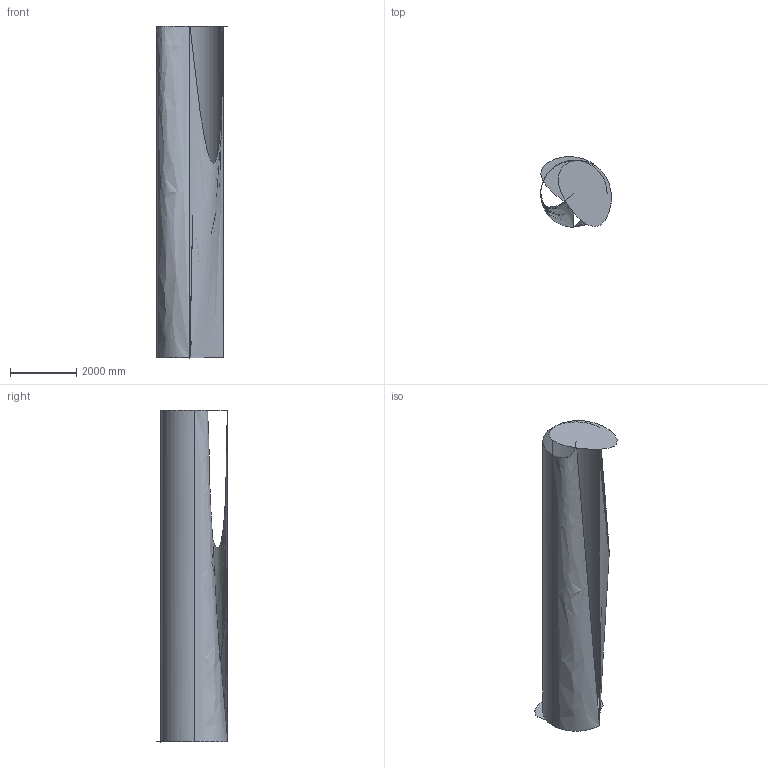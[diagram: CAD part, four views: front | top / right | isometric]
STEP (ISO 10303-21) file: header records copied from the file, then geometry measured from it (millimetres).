
FILE_DESCRIPTION(('Open CASCADE Model'),'2;1');
FILE_NAME('Open CASCADE Shape Model','2016-11-24T19:51:34',('Author'),( 'Open CASCADE'),'Open CASCADE STEP processor 6.7','Open CASCADE 6.7' ,'Unknown');
FILE_SCHEMA(('AUTOMOTIVE_DESIGN_CC2 { 1 2 10303 214 -1 1 5 4 }'));
Length unit declared in the file: millimetre
Products named in the file (7): Open CASCADE STEP translator 6.7 1; Open CASCADE STEP translator 6.7 1.1; Open CASCADE STEP translator 6.7 1.2; Open CASCADE STEP translator 6.7 1.3; Open CASCADE STEP translator 6.7 1.4; Open CASCADE STEP translator 6.7 1.5; Open CASCADE STEP translator 6.7 1.6
Assembly tree (6 placements, depth 2):
  Open CASCADE STEP translator 6.7 1
    Open CASCADE STEP translator 6.7 1.1
    Open CASCADE STEP translator 6.7 1.2
    Open CASCADE STEP translator 6.7 1.3
    Open CASCADE STEP translator 6.7 1.4
    Open CASCADE STEP translator 6.7 1.5
    Open CASCADE STEP translator 6.7 1.6
Bounding box: 2125.18 x 2125.34 x 10003.6 mm (x, y, z)
Surface area: 61175266.1 mm2 (no closed solid volume)
Topology: 0 solids, 6 shells, 6 faces, 18 edges, 18 vertices
Faces by surface type: bspline 6
Entity records: 902 total; most frequent: CARTESIAN_POINT 485, CC_DESIGN_PERSON_AND_ORGANIZATION_ASSIGNMENT 34, B_SPLINE_CURVE_WITH_KNOTS 34, CC_DESIGN_DATE_AND_TIME_ASSIGNMENT 20, ORIENTED_EDGE 18, EDGE_CURVE 18, VERTEX_POINT 18, SURFACE_CURVE 18
